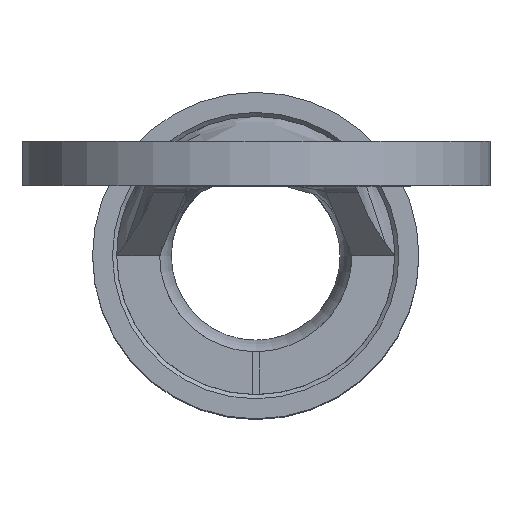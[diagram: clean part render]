
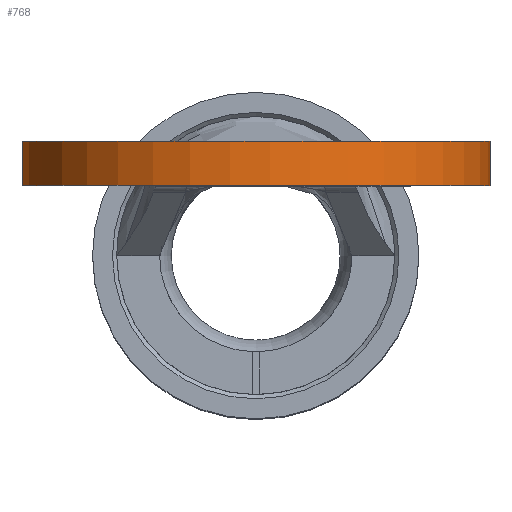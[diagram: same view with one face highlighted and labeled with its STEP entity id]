
A CAD part, top view. The second image highlights one B-rep face of the part: STEP entity #768.
In plain terms, the highlighted cylindrical face has radius 4.305 mm (diameter 8.611 mm), a partial arc.
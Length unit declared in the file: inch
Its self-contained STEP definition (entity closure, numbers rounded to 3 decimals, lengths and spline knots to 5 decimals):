
#19=LINE($,#1245,#48);
#22=LINE($,#1295,#51);
#48=VECTOR($,#960,0.032);
#51=VECTOR($,#975,0.032);
#155=CYLINDRICAL_SURFACE($,#843,0.1695);
#207=FACE_OUTER_BOUND($,#273,.T.);
#273=EDGE_LOOP($,(#605,#606,#607,#608));
#325=CIRCLE($,#834,0.1695);
#329=CIRCLE($,#842,0.1695);
#371=VERTEX_POINT($,#1215);
#372=VERTEX_POINT($,#1217);
#378=VERTEX_POINT($,#1243);
#385=VERTEX_POINT($,#1291);
#451=EDGE_CURVE($,#371,#372,#325,.T.);
#460=EDGE_CURVE($,#371,#378,#19,.T.);
#469=EDGE_CURVE($,#385,#378,#329,.T.);
#470=EDGE_CURVE($,#372,#385,#22,.T.);
#605=ORIENTED_EDGE($,*,*,#460,.T.);
#606=ORIENTED_EDGE($,*,*,#469,.F.);
#607=ORIENTED_EDGE($,*,*,#470,.F.);
#608=ORIENTED_EDGE($,*,*,#451,.F.);
#768=ADVANCED_FACE($,(#207),#155,.T.);
#834=AXIS2_PLACEMENT_3D($,#1218,#947,#948);
#842=AXIS2_PLACEMENT_3D($,#1293,#971,#972);
#843=AXIS2_PLACEMENT_3D($,#1294,#973,#974);
#947=DIRECTION('center_axis',(0.,1.,0.));
#948=DIRECTION('ref_axis',(-0.744,0.,0.669));
#960=DIRECTION($,(0.,-1.,0.));
#971=DIRECTION('center_axis',(0.,-1.,0.));
#972=DIRECTION('ref_axis',(-0.744,0.,0.669));
#973=DIRECTION('center_axis',(0.,-1.,0.));
#974=DIRECTION('ref_axis',(-0.744,0.,0.669));
#975=DIRECTION($,(0.,-1.,0.));
#1215=CARTESIAN_POINT('',(-0.16364,0.082,0.42882));
#1217=CARTESIAN_POINT('',(0.12604,0.082,0.35967));
#1218=CARTESIAN_POINT('Origin',(0.,0.082,0.473));
#1243=CARTESIAN_POINT('',(-0.16364,0.05,0.42882));
#1245=CARTESIAN_POINT($,(-0.16364,0.082,0.42882));
#1291=CARTESIAN_POINT('',(0.12604,0.05,0.35967));
#1293=CARTESIAN_POINT('Origin',(0.,0.05,0.473));
#1294=CARTESIAN_POINT('Origin',(0.,0.082,0.473));
#1295=CARTESIAN_POINT($,(0.12604,0.082,0.35967));
